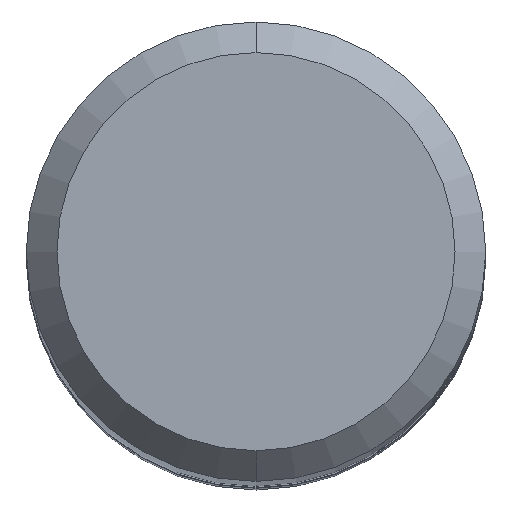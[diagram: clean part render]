
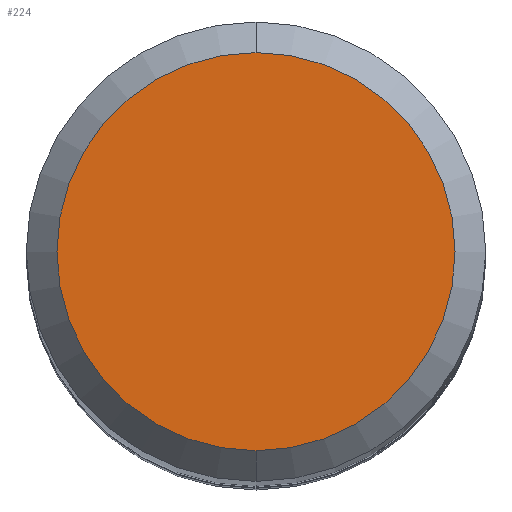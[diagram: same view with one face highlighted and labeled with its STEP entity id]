
A CAD part, top view. The second image highlights one B-rep face of the part: STEP entity #224.
In plain terms, the highlighted planar face has unit normal (0, 0, 1).
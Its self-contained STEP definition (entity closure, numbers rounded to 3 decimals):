
#120=EDGE_CURVE('',#264,#178,#310,.T.);
#178=VERTEX_POINT('',#373);
#224=ADVANCED_FACE('',(#422),#423,.T.);
#264=VERTEX_POINT('',#471);
#284=EDGE_CURVE('',#178,#264,#497,.T.);
#310=CIRCLE('',#516,2.6);
#373=CARTESIAN_POINT('',(0.,-2.6,0.0));
#422=FACE_OUTER_BOUND('',#663,.T.);
#423=PLANE('',#664);
#471=CARTESIAN_POINT('',(0.0,2.6,0.0));
#497=CIRCLE('',#750,2.6);
#516=AXIS2_PLACEMENT_3D('',#763,#764,#765);
#663=EDGE_LOOP('',(#879,#880));
#664=AXIS2_PLACEMENT_3D('',#881,#882,#883);
#750=AXIS2_PLACEMENT_3D('',#1000,#1001,#1002);
#763=CARTESIAN_POINT('',(0.0,0.0,0.0));
#764=DIRECTION('',(0.0,0.0,-1.0));
#765=DIRECTION('',(0.0,1.0,0.0));
#879=ORIENTED_EDGE('',*,*,#120,.F.);
#880=ORIENTED_EDGE('',*,*,#284,.F.);
#881=CARTESIAN_POINT('',(0.0,1.3,0.0));
#882=DIRECTION('',(-0.0,0.0,1.0));
#883=DIRECTION('',(0.0,-1.0,0.0));
#1000=CARTESIAN_POINT('',(0.0,0.0,0.0));
#1001=DIRECTION('',(0.0,0.0,-1.0));
#1002=DIRECTION('',(0.0,1.0,0.0));
